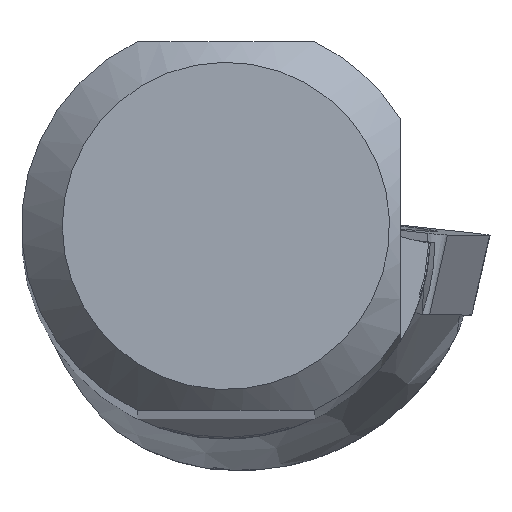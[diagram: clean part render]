
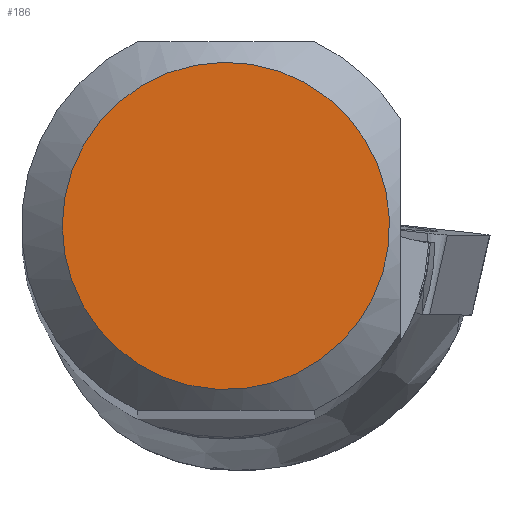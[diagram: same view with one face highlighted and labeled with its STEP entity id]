
A CAD part, top view. The second image highlights one B-rep face of the part: STEP entity #186.
In plain terms, the highlighted planar face has unit normal (0, 0, 1).
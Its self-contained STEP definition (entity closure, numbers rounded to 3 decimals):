
#147=FACE_OUTER_BOUND('',#365,.T.);
#186=ADVANCED_FACE('CU_SU_BP3',(#147),#215,.T.);
#215=PLANE('',#953);
#365=EDGE_LOOP('',(#518));
#518=ORIENTED_EDGE('',*,*,#753,.F.);
#661=VERTEX_POINT('',#1557);
#753=EDGE_CURVE('',#661,#661,#800,.T.);
#800=CIRCLE('',#952,7.991);
#952=AXIS2_PLACEMENT_3D('',#1556,#1140,#1141);
#953=AXIS2_PLACEMENT_3D('',#1558,#1142,#1143);
#1140=DIRECTION('',(0.,0.,-1.));
#1141=DIRECTION('',(-1.,0.,0.));
#1142=DIRECTION('',(0.,0.,1.));
#1143=DIRECTION('',(-1.,0.,0.));
#1556=CARTESIAN_POINT('',(0.,0.,0.));
#1557=CARTESIAN_POINT('',(-7.991,0.,0.));
#1558=CARTESIAN_POINT('',(0.,0.,
0.));
